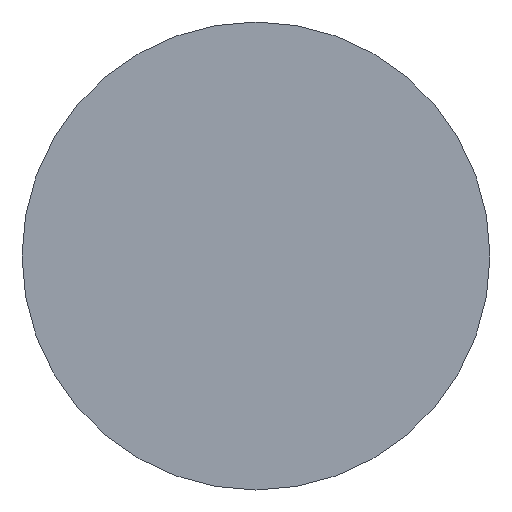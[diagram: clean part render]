
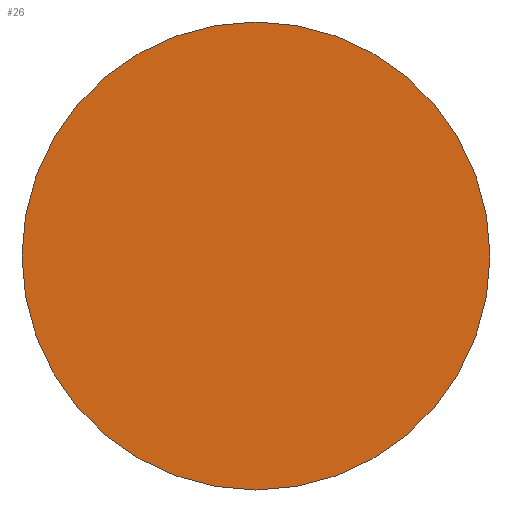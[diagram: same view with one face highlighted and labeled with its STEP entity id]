
A CAD part, front view. The second image highlights one B-rep face of the part: STEP entity #26.
In plain terms, the highlighted planar face has unit normal (0, -1, 0).
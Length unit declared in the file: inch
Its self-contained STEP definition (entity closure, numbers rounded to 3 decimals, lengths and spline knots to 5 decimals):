
#1 = EDGE_CURVE ( 'NONE', #123, #15, #11, .T. ) ;
#7 = EDGE_CURVE ( 'NONE', #15, #123, #116, .T. ) ;
#11 = CIRCLE ( 'NONE', #52, 0.65 ) ;
#15 = VERTEX_POINT ( 'NONE', #96 ) ;
#24 = AXIS2_PLACEMENT_3D ( 'NONE', #103, #63, #142 ) ;
#25 = ORIENTED_EDGE ( 'NONE', *, *, #1, .T. ) ;
#26 = ADVANCED_FACE ( 'NONE', ( #101 ), #68, .T. ) ;
#32 = ORIENTED_EDGE ( 'NONE', *, *, #7, .T. ) ;
#50 = EDGE_LOOP ( 'NONE', ( #32, #25 ) ) ;
#52 = AXIS2_PLACEMENT_3D ( 'NONE', #97, #88, #175 ) ;
#58 = DIRECTION ( 'NONE',  ( 0., -1., 0. ) ) ;
#60 = CARTESIAN_POINT ( 'NONE',  ( 0.65, -0.4, 0. ) ) ;
#63 = DIRECTION ( 'NONE',  ( 0., -1., 0. ) ) ;
#64 = AXIS2_PLACEMENT_3D ( 'NONE', #109, #58, #85 ) ;
#68 = PLANE ( 'NONE',  #64 ) ;
#85 = DIRECTION ( 'NONE',  ( 1., 0., 0. ) ) ;
#88 = DIRECTION ( 'NONE',  ( 0., -1., 0. ) ) ;
#96 = CARTESIAN_POINT ( 'NONE',  ( -0.65, -0.4, 0. ) ) ;
#97 = CARTESIAN_POINT ( 'NONE',  ( 0., -0.4, 0. ) ) ;
#101 = FACE_OUTER_BOUND ( 'NONE', #50, .T. ) ;
#103 = CARTESIAN_POINT ( 'NONE',  ( 0., -0.4, 0. ) ) ;
#109 = CARTESIAN_POINT ( 'NONE',  ( 0., -0.4, 0. ) ) ;
#116 = CIRCLE ( 'NONE', #24, 0.65 ) ;
#123 = VERTEX_POINT ( 'NONE', #60 ) ;
#142 = DIRECTION ( 'NONE',  ( 1., 0., 0. ) ) ;
#175 = DIRECTION ( 'NONE',  ( 1., 0., 0. ) ) ;
